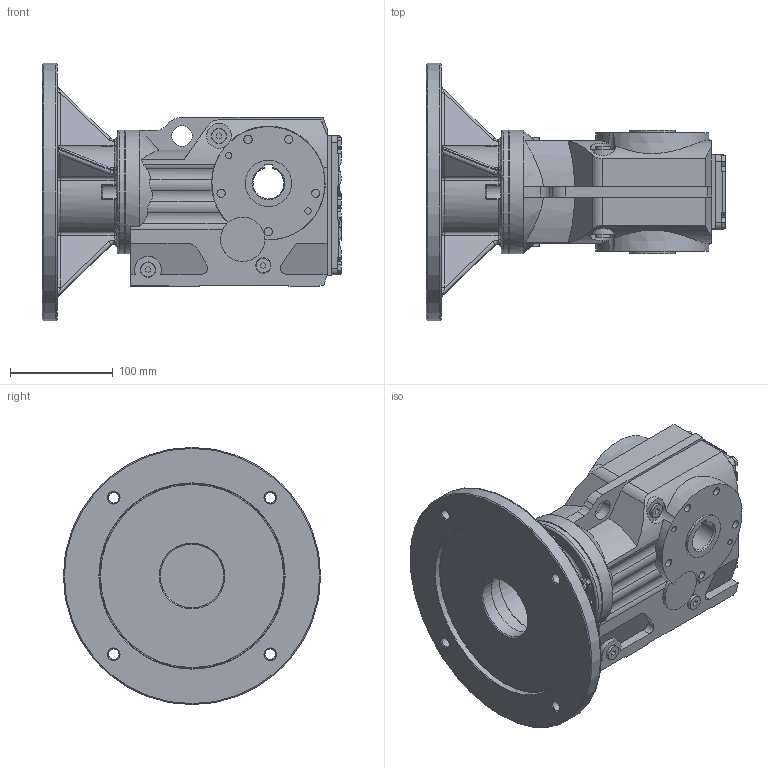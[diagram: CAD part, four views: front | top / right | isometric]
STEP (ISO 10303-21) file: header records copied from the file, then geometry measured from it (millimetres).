
FILE_DESCRIPTION(('STEP AP203'), '1');
FILE_NAME('凎劌膷闉 岍37 AM100', '', ('UNSPECIFIED'), ('UNSPECIFIED'), 'ASCON STEP Converter 1.3', 'ASCON Math Kernel', '');
FILE_SCHEMA(('CONFIG_CONTROL_DESIGN'));
Length unit declared in the file: millimetre
Products named in the file (13): Verschlussbohrungen B-Seite; Verschlussbohrungen B-Seite_10; Verschlussbohrungen B-Seite_15; Verschlussbohrungen B-Seite_9; Verschlussbohrungen B-Seite_11; Verschlussbohrungen B-Seite_12; Verschlussbohrungen B-Seite_13; Verschlussbohrungen B-Seite_14; Verschlussbohrungen B-Seite_16; Verschlussbohrungen B-Seite_17
Assembly tree (12 placements, depth 2):
  (unnamed)
    Verschlussbohrungen B-Seite
    Verschlussbohrungen B-Seite_10
    Verschlussbohrungen B-Seite_15
    Verschlussbohrungen B-Seite_9
    Verschlussbohrungen B-Seite_10
    Verschlussbohrungen B-Seite_11
    Verschlussbohrungen B-Seite_12
    Verschlussbohrungen B-Seite_13
    Verschlussbohrungen B-Seite_14
    Verschlussbohrungen B-Seite_16
    Verschlussbohrungen B-Seite_17
    (unnamed)
Bounding box: 291.5 x 250 x 250 mm (x, y, z)
Volume: 3828312.4 mm3; surface area: 393019.2 mm2
Topology: 12 solids, 12 shells, 678 faces, 1614 edges, 996 vertices
Faces by surface type: plane 343, cylinder 205, bspline 64, torus 42, cone 24
Full cylindrical faces by diameter (mm): 6 x6, 7 x4, 8 x10, 10 x4, 10.25 x4, 12 x2, 14 x8, 15 x6, 20 x1, 45 x2, 62 x1, 68 x1, 75 x3, 76 x1, 78 x1, 80 x1, 82 x1, 120 x2, 178 x1, 180 x1, 250 x1
Entity records: 31527 total; most frequent: CARTESIAN_POINT 10514, ORIENTED_EDGE 3022, DIRECTION 2979, EDGE_CURVE 1511, AXIS2_PLACEMENT_3D 1071, VERTEX_POINT 997, EDGE_LOOP 841, LINE 837
